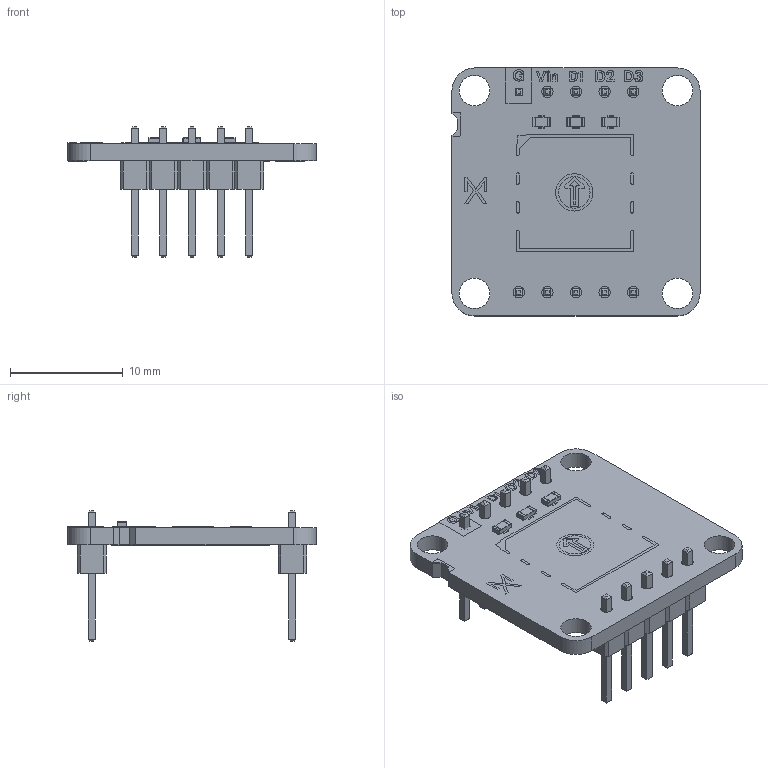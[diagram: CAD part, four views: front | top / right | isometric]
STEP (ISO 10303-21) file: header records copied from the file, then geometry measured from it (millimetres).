
FILE_DESCRIPTION(('KiCad electronic assembly'),'2;1');
FILE_NAME('0041_Rotary Switch 6-POS.step','2025-07-29T21:12:55',( 'Pcbnew'),('Kicad'),'Open CASCADE STEP processor 7.8', 'KiCad to STEP converter','Unknown');
FILE_SCHEMA(('AUTOMOTIVE_DESIGN { 1 0 10303 214 1 1 1 1 }'));
Length unit declared in the file: millimetre
Products named in the file (5): 0041_Rotary Switch 6-POS 1; R_0603_1608Metric; PinHeader_1x05_P2.54mm_Vertical; 0041_Rotary Switch 6-POS_silkscreen; 0041_Rotary Switch 6-POS_PCB
Assembly tree (7 placements, depth 2):
  0041_Rotary Switch 6-POS 1
    R_0603_1608Metric  x3
    PinHeader_1x05_P2.54mm_Vertical  x2
    0041_Rotary Switch 6-POS_silkscreen
    0041_Rotary Switch 6-POS_PCB
Bounding box: 22 x 22 x 11.54 mm (x, y, z)
Volume: 876.6 mm3; surface area: 1700.3 mm2
Topology: 6 solids, 65 shells, 413 faces, 2284 edges, 1962 vertices
Faces by surface type: plane 371, cylinder 42
Full cylindrical faces by diameter (mm): 1 x10, 2.7 x4
Entity records: 19049 total; most frequent: CARTESIAN_POINT 3787, DIRECTION 2604, ORIENTED_EDGE 2294, EDGE_CURVE 1852, VERTEX_POINT 1690, LINE 1590, VECTOR 1590, AXIS2_PLACEMENT_3D 507
